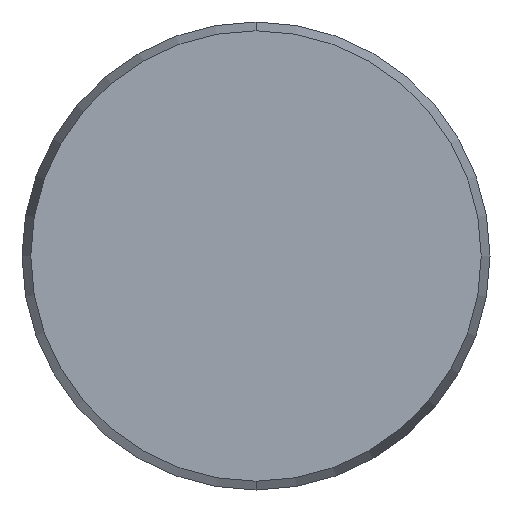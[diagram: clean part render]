
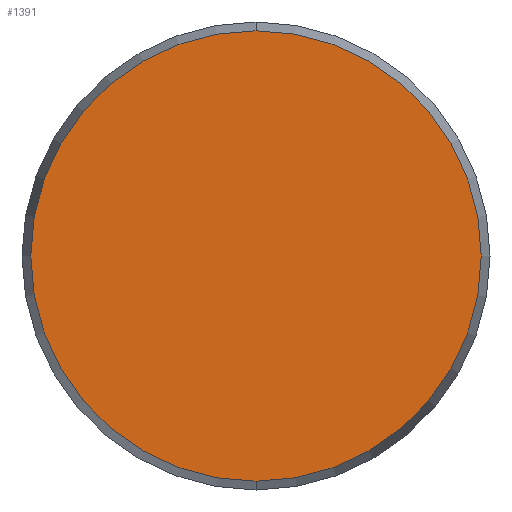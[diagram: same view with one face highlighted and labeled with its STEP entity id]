
A CAD part, front view. The second image highlights one B-rep face of the part: STEP entity #1391.
In plain terms, the highlighted planar face has unit normal (0, -1, 0).
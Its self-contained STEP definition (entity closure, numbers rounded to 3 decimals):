
#147 = CARTESIAN_POINT ( 'NONE',  ( 0., 0., 0. ) ) ;
#342 = AXIS2_PLACEMENT_3D ( 'NONE', #986, #1746, #432 ) ;
#349 = DIRECTION ( 'NONE',  ( 0., 0., 1. ) ) ;
#418 = CIRCLE ( 'NONE', #342, 38.5 ) ;
#432 = DIRECTION ( 'NONE',  ( 0., 0., -1. ) ) ;
#628 = ORIENTED_EDGE ( 'NONE', *, *, #2355, .T. ) ;
#748 = ORIENTED_EDGE ( 'NONE', *, *, #2215, .T. ) ;
#757 = CARTESIAN_POINT ( 'NONE',  ( 0., 0., 0. ) ) ;
#783 = DIRECTION ( 'NONE',  ( 0., -1., 0. ) ) ;
#805 = DIRECTION ( 'NONE',  ( 0., 0., -1. ) ) ;
#941 = AXIS2_PLACEMENT_3D ( 'NONE', #757, #783, #805 ) ;
#986 = CARTESIAN_POINT ( 'NONE',  ( 0., 0., 0. ) ) ;
#1004 = VERTEX_POINT ( 'NONE', #1196 ) ;
#1031 = FACE_OUTER_BOUND ( 'NONE', #2425, .T. ) ;
#1196 = CARTESIAN_POINT ( 'NONE',  ( 0., 0., -38.5 ) ) ;
#1324 = VERTEX_POINT ( 'NONE', #1957 ) ;
#1391 = ADVANCED_FACE ( 'Defeature ausgef�hrt1_8', ( #1031 ), #1609, .F. ) ;
#1609 = PLANE ( 'NONE',  #1714 ) ;
#1714 = AXIS2_PLACEMENT_3D ( 'NONE', #147, #2221, #349 ) ;
#1746 = DIRECTION ( 'NONE',  ( 0., -1., 0. ) ) ;
#1957 = CARTESIAN_POINT ( 'NONE',  ( 0., 0., 38.5 ) ) ;
#2037 = CIRCLE ( 'NONE', #941, 38.5 ) ;
#2215 = EDGE_CURVE ( 'Defeature ausgef�hrt1_8+Defeature ausgef�hrt1_7+Defeature ausgef�hrt1_7+Defeature ausgef�hrt1_7', #1004, #1324, #418, .T. ) ;
#2221 = DIRECTION ( 'NONE',  ( 0., 1., 0. ) ) ;
#2355 = EDGE_CURVE ( 'Defeature ausgef�hrt1_8+Defeature ausgef�hrt1_7+Defeature ausgef�hrt1_7+Defeature ausgef�hrt1_7', #1324, #1004, #2037, .T. ) ;
#2425 = EDGE_LOOP ( 'NONE', ( #628, #748 ) ) ;
